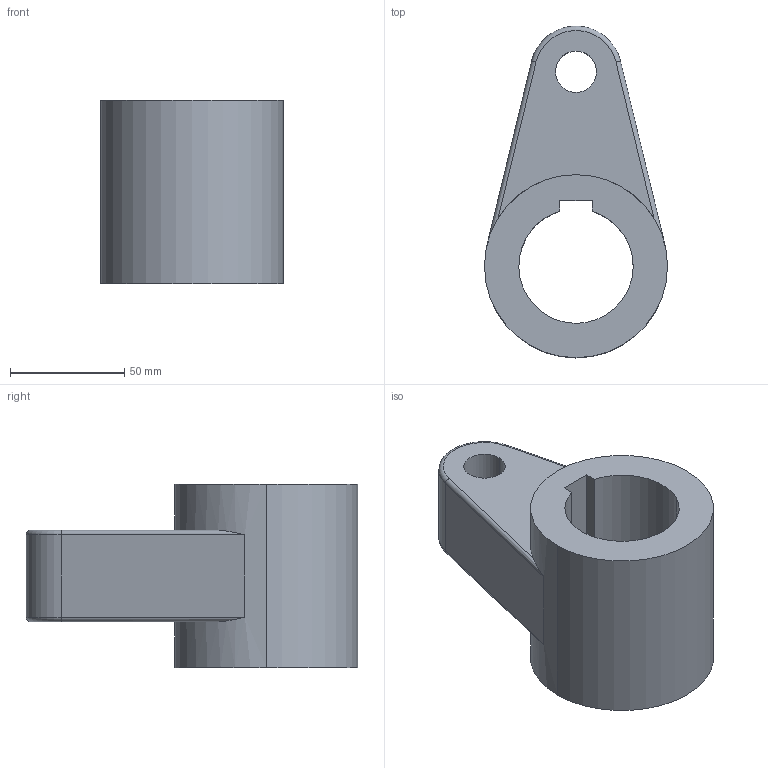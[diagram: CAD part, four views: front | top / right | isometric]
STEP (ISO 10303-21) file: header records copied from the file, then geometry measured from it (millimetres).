
FILE_DESCRIPTION(('CATIA V5 STEP Exchange'),'2;1');
FILE_NAME('Bucsa_cu_brida.stp','2024-03-02T21:20:35+00:00',('none'),('none'),'CATIA Version 5 Release 21 GA (IN-10)','CATIA V5 STEP AP203','none');
FILE_SCHEMA(('CONFIG_CONTROL_DESIGN'));
Length unit declared in the file: millimetre
Products named in the file (1): Bucsa_cu_brida
Bounding box: 80 x 145 x 80 mm (x, y, z)
Volume: 364159.8 mm3; surface area: 52025 mm2
Topology: 1 solids, 1 shells, 23 faces, 56 edges, 36 vertices
Faces by surface type: cylinder 12, plane 9, torus 2
Entity records: 704 total; most frequent: CARTESIAN_POINT 133, ORIENTED_EDGE 112, DIRECTION 92, EDGE_CURVE 56, AXIS2_PLACEMENT_3D 45, VERTEX_POINT 36, VECTOR 28, EDGE_LOOP 28
